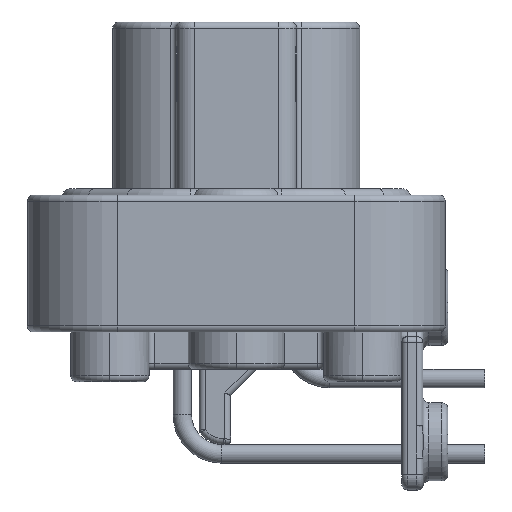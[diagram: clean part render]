
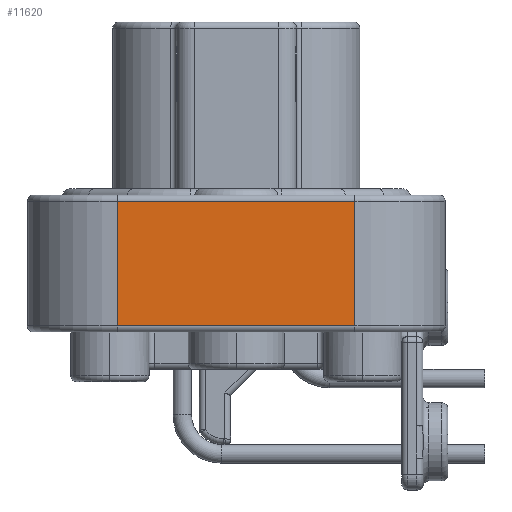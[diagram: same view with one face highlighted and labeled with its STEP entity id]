
A CAD part, left-side view. The second image highlights one B-rep face of the part: STEP entity #11620.
In plain terms, the highlighted planar face has unit normal (-1, 0, 0).
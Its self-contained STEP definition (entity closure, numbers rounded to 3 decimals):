
#1023=DIRECTION('',(0.,1.,0.));
#1024=VECTOR('',#1023,20.015);
#1025=CARTESIAN_POINT('',(-20.892,-10.008,-15.113));
#1026=LINE('',#1025,#1024);
#1903=DIRECTION('',(0.,-1.,0.));
#1904=VECTOR('',#1903,20.015);
#1905=CARTESIAN_POINT('',(-20.892,10.008,-25.654));
#1906=LINE('',#1905,#1904);
#1926=DIRECTION('',(0.,0.,-1.));
#1927=VECTOR('',#1926,10.541);
#1928=CARTESIAN_POINT('',(-20.892,10.008,-15.113));
#1929=LINE('',#1928,#1927);
#1930=DIRECTION('',(0.,0.,1.));
#1931=VECTOR('',#1930,10.541);
#1932=CARTESIAN_POINT('',(-20.892,-10.008,-25.654));
#1933=LINE('',#1932,#1931);
#8178=CARTESIAN_POINT('',(-20.892,10.008,-15.113));
#8179=VERTEX_POINT('',#8178);
#8182=CARTESIAN_POINT('',(-20.892,-10.008,-15.113));
#8183=VERTEX_POINT('',#8182);
#8432=CARTESIAN_POINT('',(-20.892,-10.008,-25.654));
#8433=VERTEX_POINT('',#8432);
#8434=CARTESIAN_POINT('',(-20.892,10.008,-25.654));
#8435=VERTEX_POINT('',#8434);
#11608=CARTESIAN_POINT('',(-20.892,-10.008,-14.834));
#11609=DIRECTION('',(-1.,0.,0.));
#11610=DIRECTION('',(0.,1.,0.));
#11611=AXIS2_PLACEMENT_3D('',#11608,#11609,#11610);
#11612=PLANE('',#11611);
#11613=ORIENTED_EDGE('',*,*,#11576,.F.);
#11614=ORIENTED_EDGE('',*,*,#11603,.F.);
#11615=ORIENTED_EDGE('',*,*,#10606,.F.);
#11617=ORIENTED_EDGE('',*,*,#11616,.F.);
#11618=EDGE_LOOP('',(#11613,#11614,#11615,#11617));
#11619=FACE_OUTER_BOUND('',#11618,.F.);
#10606=EDGE_CURVE('',#8183,#8179,#1026,.T.);
#11576=EDGE_CURVE('',#8435,#8433,#1906,.T.);
#11603=EDGE_CURVE('',#8179,#8435,#1929,.T.);
#11616=EDGE_CURVE('',#8433,#8183,#1933,.T.);
#11620=ADVANCED_FACE('',(#11619),#11612,.T.);
